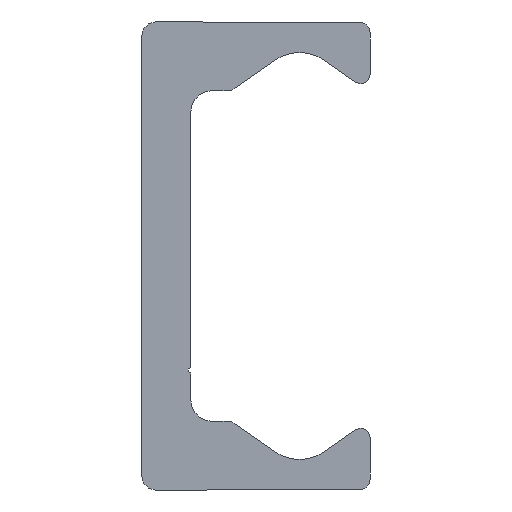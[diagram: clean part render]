
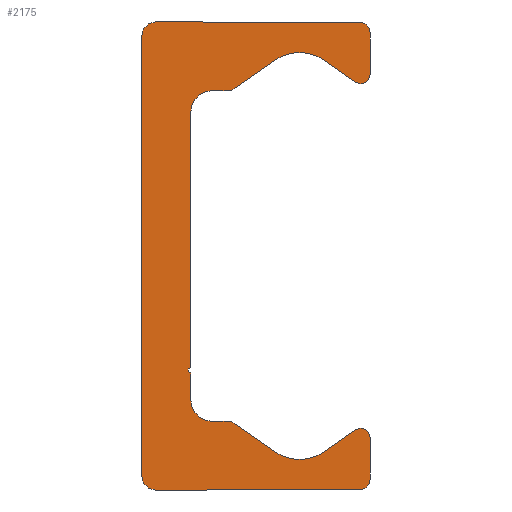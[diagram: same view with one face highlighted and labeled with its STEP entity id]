
A CAD part, left-side view. The second image highlights one B-rep face of the part: STEP entity #2175.
In plain terms, the highlighted planar face has unit normal (-1, 0, 0).
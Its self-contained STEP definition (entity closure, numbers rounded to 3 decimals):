
#1188=CARTESIAN_POINT('',(0.0,9.25,-21.5));
#1189=VERTEX_POINT('',#1188);
#1196=CARTESIAN_POINT('',(0.0,10.5,-20.25));
#1197=VERTEX_POINT('',#1196);
#1198=CARTESIAN_POINT('',(0.0,9.25,-20.25));
#1199=DIRECTION('',(1.0,0.0,0.0));
#1200=DIRECTION('',(0.0,0.0,-1.0));
#1201=AXIS2_PLACEMENT_3D('',#1198,#1199,#1200);
#1202=CIRCLE('',#1201,1.25);
#1203=EDGE_CURVE('',#1189,#1197,#1202,.T.);
#1227=CARTESIAN_POINT('',(0.0,-9.5,-21.5));
#1228=VERTEX_POINT('',#1227);
#1235=CARTESIAN_POINT('',(0.0,-9.5,-21.5));
#1236=DIRECTION('',(0.0,1.0,0.0));
#1237=VECTOR('',#1236,18.75);
#1238=LINE('',#1235,#1237);
#1239=EDGE_CURVE('',#1228,#1189,#1238,.T.);
#1259=CARTESIAN_POINT('',(0.0,-10.5,-20.5));
#1260=VERTEX_POINT('',#1259);
#1267=CARTESIAN_POINT('',(0.0,-9.5,-20.5));
#1268=DIRECTION('',(1.0,0.0,0.0));
#1269=DIRECTION('',(0.0,-1.0,0.0));
#1270=AXIS2_PLACEMENT_3D('',#1267,#1268,#1269);
#1271=CIRCLE('',#1270,1.0);
#1272=EDGE_CURVE('',#1260,#1228,#1271,.T.);
#1291=CARTESIAN_POINT('',(0.0,-10.5,-16.65));
#1292=VERTEX_POINT('',#1291);
#1299=CARTESIAN_POINT('',(0.0,-10.5,-16.65));
#1300=DIRECTION('',(0.0,0.0,-1.0));
#1301=VECTOR('',#1300,3.85);
#1302=LINE('',#1299,#1301);
#1303=EDGE_CURVE('',#1292,#1260,#1302,.T.);
#1323=CARTESIAN_POINT('',(0.0,-9.162,-15.954));
#1324=VERTEX_POINT('',#1323);
#1331=CARTESIAN_POINT('',(0.0,-9.65,-16.65));
#1332=DIRECTION('',(1.0,0.0,0.0));
#1333=DIRECTION('',(0.0,0.574,0.819));
#1334=AXIS2_PLACEMENT_3D('',#1331,#1332,#1333);
#1335=CIRCLE('',#1334,0.85);
#1336=EDGE_CURVE('',#1324,#1292,#1335,.T.);
#1355=CARTESIAN_POINT('',(0.0,-6.294,-17.962));
#1356=VERTEX_POINT('',#1355);
#1363=CARTESIAN_POINT('',(0.0,-6.294,-17.962));
#1364=DIRECTION('',(0.0,-0.819,0.574));
#1365=VECTOR('',#1364,3.501);
#1366=LINE('',#1363,#1365);
#1367=EDGE_CURVE('',#1356,#1324,#1366,.T.);
#1387=CARTESIAN_POINT('',(0.0,-1.706,-17.962));
#1388=VERTEX_POINT('',#1387);
#1395=CARTESIAN_POINT('',(0.0,-4.,-14.685));
#1396=DIRECTION('',(-1.0,0.0,0.0));
#1397=DIRECTION('',(0.0,0.574,0.819));
#1398=AXIS2_PLACEMENT_3D('',#1395,#1396,#1397);
#1399=CIRCLE('',#1398,4.0);
#1400=EDGE_CURVE('',#1388,#1356,#1399,.T.);
#1419=CARTESIAN_POINT('',(0.0,1.981,-15.381));
#1420=VERTEX_POINT('',#1419);
#1427=CARTESIAN_POINT('',(0.0,1.981,-15.381));
#1428=DIRECTION('',(0.0,-0.819,-0.574));
#1429=VECTOR('',#1428,4.5);
#1430=LINE('',#1427,#1429);
#1431=EDGE_CURVE('',#1420,#1388,#1430,.T.);
#1451=CARTESIAN_POINT('',(0.0,2.554,-15.2));
#1452=VERTEX_POINT('',#1451);
#1459=CARTESIAN_POINT('',(0.0,2.554,-16.2));
#1460=DIRECTION('',(1.0,0.0,0.0));
#1461=DIRECTION('',(0.0,0.0,1.0));
#1462=AXIS2_PLACEMENT_3D('',#1459,#1460,#1461);
#1463=CIRCLE('',#1462,1.);
#1464=EDGE_CURVE('',#1452,#1420,#1463,.T.);
#1483=CARTESIAN_POINT('',(0.0,4.0,-15.2));
#1484=VERTEX_POINT('',#1483);
#1491=CARTESIAN_POINT('',(0.0,4.0,-15.2));
#1492=DIRECTION('',(0.0,-1.0,0.0));
#1493=VECTOR('',#1492,1.446);
#1494=LINE('',#1491,#1493);
#1495=EDGE_CURVE('',#1484,#1452,#1494,.T.);
#1515=CARTESIAN_POINT('',(0.0,6.,-13.2));
#1516=VERTEX_POINT('',#1515);
#1523=CARTESIAN_POINT('',(0.0,4.,-13.2));
#1524=DIRECTION('',(-1.0,0.0,0.0));
#1525=DIRECTION('',(0.0,0.0,1.0));
#1526=AXIS2_PLACEMENT_3D('',#1523,#1524,#1525);
#1527=CIRCLE('',#1526,2.0);
#1528=EDGE_CURVE('',#1516,#1484,#1527,.T.);
#1547=CARTESIAN_POINT('',(0.0,6.,-10.75));
#1548=VERTEX_POINT('',#1547);
#1555=CARTESIAN_POINT('',(0.0,6.,-10.75));
#1556=DIRECTION('',(0.0,0.0,-1.0));
#1557=VECTOR('',#1556,2.45);
#1558=LINE('',#1555,#1557);
#1559=EDGE_CURVE('',#1548,#1516,#1558,.T.);
#1579=CARTESIAN_POINT('',(0.0,6.,-10.25));
#1580=VERTEX_POINT('',#1579);
#1587=CARTESIAN_POINT('',(0.0,6.,-10.5));
#1588=DIRECTION('',(-1.0,0.0,0.0));
#1589=DIRECTION('',(0.0,0.0,1.0));
#1590=AXIS2_PLACEMENT_3D('',#1587,#1588,#1589);
#1591=CIRCLE('',#1590,0.25);
#1592=EDGE_CURVE('',#1580,#1548,#1591,.T.);
#1611=CARTESIAN_POINT('',(0.0,6.,13.2));
#1612=VERTEX_POINT('',#1611);
#1619=CARTESIAN_POINT('',(0.0,6.,13.2));
#1620=DIRECTION('',(0.0,0.0,-1.0));
#1621=VECTOR('',#1620,23.45);
#1622=LINE('',#1619,#1621);
#1623=EDGE_CURVE('',#1612,#1580,#1622,.T.);
#1712=CARTESIAN_POINT('',(0.0,4.0,15.2));
#1713=VERTEX_POINT('',#1712);
#1720=CARTESIAN_POINT('',(0.0,4.,13.2));
#1721=DIRECTION('',(-1.0,0.0,0.0));
#1722=DIRECTION('',(0.0,-1.0,0.0));
#1723=AXIS2_PLACEMENT_3D('',#1720,#1721,#1722);
#1724=CIRCLE('',#1723,2.0);
#1725=EDGE_CURVE('',#1713,#1612,#1724,.T.);
#1744=CARTESIAN_POINT('',(0.0,2.554,15.2));
#1745=VERTEX_POINT('',#1744);
#1752=CARTESIAN_POINT('',(0.0,2.554,15.2));
#1753=DIRECTION('',(0.0,1.0,0.0));
#1754=VECTOR('',#1753,1.446);
#1755=LINE('',#1752,#1754);
#1756=EDGE_CURVE('',#1745,#1713,#1755,.T.);
#1776=CARTESIAN_POINT('',(0.0,1.981,15.381));
#1777=VERTEX_POINT('',#1776);
#1784=CARTESIAN_POINT('',(0.0,2.554,16.2));
#1785=DIRECTION('',(1.0,0.0,0.0));
#1786=DIRECTION('',(0.0,-0.574,-0.819));
#1787=AXIS2_PLACEMENT_3D('',#1784,#1785,#1786);
#1788=CIRCLE('',#1787,1.);
#1789=EDGE_CURVE('',#1777,#1745,#1788,.T.);
#1808=CARTESIAN_POINT('',(0.0,-1.706,17.962));
#1809=VERTEX_POINT('',#1808);
#1816=CARTESIAN_POINT('',(0.0,-1.706,17.962));
#1817=DIRECTION('',(0.0,0.819,-0.574));
#1818=VECTOR('',#1817,4.5);
#1819=LINE('',#1816,#1818);
#1820=EDGE_CURVE('',#1809,#1777,#1819,.T.);
#1840=CARTESIAN_POINT('',(0.0,-6.294,17.962));
#1841=VERTEX_POINT('',#1840);
#1848=CARTESIAN_POINT('',(0.0,-4.,14.685));
#1849=DIRECTION('',(-1.0,0.0,0.0));
#1850=DIRECTION('',(0.0,-0.574,-0.819));
#1851=AXIS2_PLACEMENT_3D('',#1848,#1849,#1850);
#1852=CIRCLE('',#1851,4.0);
#1853=EDGE_CURVE('',#1841,#1809,#1852,.T.);
#1872=CARTESIAN_POINT('',(0.0,-9.162,15.954));
#1873=VERTEX_POINT('',#1872);
#1880=CARTESIAN_POINT('',(0.0,-9.162,15.954));
#1881=DIRECTION('',(0.0,0.819,0.574));
#1882=VECTOR('',#1881,3.501);
#1883=LINE('',#1880,#1882);
#1884=EDGE_CURVE('',#1873,#1841,#1883,.T.);
#1904=CARTESIAN_POINT('',(0.0,-10.5,16.65));
#1905=VERTEX_POINT('',#1904);
#1912=CARTESIAN_POINT('',(0.0,-9.65,16.65));
#1913=DIRECTION('',(1.0,0.0,0.0));
#1914=DIRECTION('',(0.0,-1.0,0.0));
#1915=AXIS2_PLACEMENT_3D('',#1912,#1913,#1914);
#1916=CIRCLE('',#1915,0.85);
#1917=EDGE_CURVE('',#1905,#1873,#1916,.T.);
#1936=CARTESIAN_POINT('',(0.0,-10.5,20.5));
#1937=VERTEX_POINT('',#1936);
#1944=CARTESIAN_POINT('',(0.0,-10.5,20.5));
#1945=DIRECTION('',(0.0,0.0,-1.0));
#1946=VECTOR('',#1945,3.85);
#1947=LINE('',#1944,#1946);
#1948=EDGE_CURVE('',#1937,#1905,#1947,.T.);
#1968=CARTESIAN_POINT('',(0.0,-9.5,21.5));
#1969=VERTEX_POINT('',#1968);
#1976=CARTESIAN_POINT('',(0.0,-9.5,20.5));
#1977=DIRECTION('',(1.0,0.0,0.0));
#1978=DIRECTION('',(0.0,0.0,1.0));
#1979=AXIS2_PLACEMENT_3D('',#1976,#1977,#1978);
#1980=CIRCLE('',#1979,1.0);
#1981=EDGE_CURVE('',#1969,#1937,#1980,.T.);
#2000=CARTESIAN_POINT('',(0.0,9.25,21.5));
#2001=VERTEX_POINT('',#2000);
#2008=CARTESIAN_POINT('',(0.0,9.25,21.5));
#2009=DIRECTION('',(0.0,-1.0,0.0));
#2010=VECTOR('',#2009,18.75);
#2011=LINE('',#2008,#2010);
#2012=EDGE_CURVE('',#2001,#1969,#2011,.T.);
#2032=CARTESIAN_POINT('',(0.0,10.5,20.25));
#2033=VERTEX_POINT('',#2032);
#2040=CARTESIAN_POINT('',(0.0,9.25,20.25));
#2041=DIRECTION('',(1.0,0.0,0.0));
#2042=DIRECTION('',(0.0,1.0,0.0));
#2043=AXIS2_PLACEMENT_3D('',#2040,#2041,#2042);
#2044=CIRCLE('',#2043,1.25);
#2045=EDGE_CURVE('',#2033,#2001,#2044,.T.);
#2063=CARTESIAN_POINT('',(0.0,10.5,-20.25));
#2064=DIRECTION('',(0.0,0.0,1.0));
#2065=VECTOR('',#2064,40.5);
#2066=LINE('',#2063,#2065);
#2067=EDGE_CURVE('',#1197,#2033,#2066,.T.);
#2142=CARTESIAN_POINT('',(0.0,2.66,-0.019));
#2143=DIRECTION('',(1.0,0.0,0.0));
#2144=DIRECTION('',(0.0,0.0,-1.0));
#2145=AXIS2_PLACEMENT_3D('',#2142,#2143,#2144);
#2146=PLANE('',#2145);
#2147=ORIENTED_EDGE('',*,*,#2067,.F.);
#2148=ORIENTED_EDGE('',*,*,#1203,.F.);
#2149=ORIENTED_EDGE('',*,*,#1239,.F.);
#2150=ORIENTED_EDGE('',*,*,#1272,.F.);
#2151=ORIENTED_EDGE('',*,*,#1303,.F.);
#2152=ORIENTED_EDGE('',*,*,#1336,.F.);
#2153=ORIENTED_EDGE('',*,*,#1367,.F.);
#2154=ORIENTED_EDGE('',*,*,#1400,.F.);
#2155=ORIENTED_EDGE('',*,*,#1431,.F.);
#2156=ORIENTED_EDGE('',*,*,#1464,.F.);
#2157=ORIENTED_EDGE('',*,*,#1495,.F.);
#2158=ORIENTED_EDGE('',*,*,#1528,.F.);
#2159=ORIENTED_EDGE('',*,*,#1559,.F.);
#2160=ORIENTED_EDGE('',*,*,#1592,.F.);
#2161=ORIENTED_EDGE('',*,*,#1623,.F.);
#2162=ORIENTED_EDGE('',*,*,#1725,.F.);
#2163=ORIENTED_EDGE('',*,*,#1756,.F.);
#2164=ORIENTED_EDGE('',*,*,#1789,.F.);
#2165=ORIENTED_EDGE('',*,*,#1820,.F.);
#2166=ORIENTED_EDGE('',*,*,#1853,.F.);
#2167=ORIENTED_EDGE('',*,*,#1884,.F.);
#2168=ORIENTED_EDGE('',*,*,#1917,.F.);
#2169=ORIENTED_EDGE('',*,*,#1948,.F.);
#2170=ORIENTED_EDGE('',*,*,#1981,.F.);
#2171=ORIENTED_EDGE('',*,*,#2012,.F.);
#2172=ORIENTED_EDGE('',*,*,#2045,.F.);
#2173=EDGE_LOOP('',(#2147,#2148,#2149,#2150,#2151,#2152,#2153,#2154,#2155,#2156,#2157,#2158,#2159,#2160,#2161,#2162,#2163,#2164,#2165,#2166,#2167,#2168,#2169,#2170,#2171,#2172));
#2174=FACE_OUTER_BOUND('',#2173,.T.);
#2175=ADVANCED_FACE('',(#2174),#2146,.F.);
